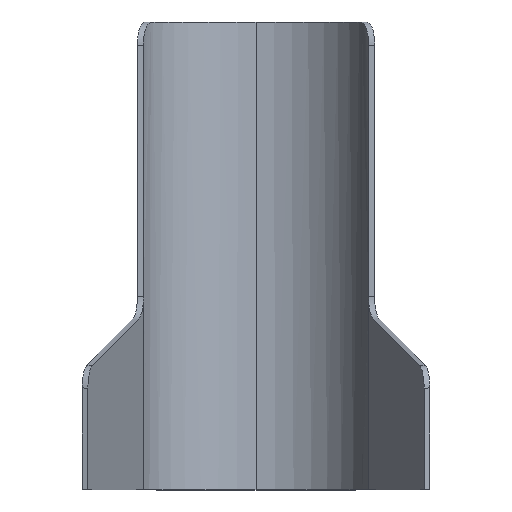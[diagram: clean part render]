
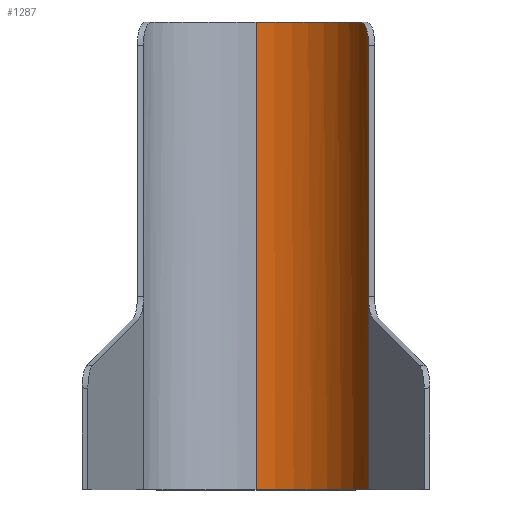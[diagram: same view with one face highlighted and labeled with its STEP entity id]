
A CAD part, top view. The second image highlights one B-rep face of the part: STEP entity #1287.
In plain terms, the highlighted cylindrical face has radius 50 mm (diameter 100 mm), a partial arc.
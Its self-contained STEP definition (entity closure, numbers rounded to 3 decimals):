
#7 = VECTOR ( 'NONE', #1446, 1000. ) ;
#10 = CARTESIAN_POINT ( 'NONE',  ( 48.239, 157.361, -31.442 ) ) ;
#15 = CARTESIAN_POINT ( 'NONE',  ( 48.296, 156.792, -31.226 ) ) ;
#31 = CARTESIAN_POINT ( 'NONE',  ( 48.014, 270.373, -32.237 ) ) ;
#35 = CARTESIAN_POINT ( 'NONE',  ( 48.118, 78.68, -31.873 ) ) ;
#72 = CARTESIAN_POINT ( 'NONE',  ( 48.118, 160.331, -31.873 ) ) ;
#88 = CARTESIAN_POINT ( 'NONE',  ( 47.212, 274.705, -34.749 ) ) ;
#147 = CARTESIAN_POINT ( 'NONE',  ( 0., 77.68, -18.285 ) ) ;
#160 = CARTESIAN_POINT ( 'NONE',  ( 47.954, 271.026, -32.444 ) ) ;
#167 = CARTESIAN_POINT ( 'NONE',  ( 46.333, 276.485, -37.089 ) ) ;
#184 = ORIENTED_EDGE ( 'NONE', *, *, #757, .T. ) ;
#187 = CARTESIAN_POINT ( 'NONE',  ( 47.439, 273.961, -34.085 ) ) ;
#199 = CARTESIAN_POINT ( 'NONE',  ( 47.291, 274.466, -34.52 ) ) ;
#229 = VECTOR ( 'NONE', #395, 1000. ) ;
#257 = CARTESIAN_POINT ( 'NONE',  ( 48.118, 267.68, -31.873 ) ) ;
#286 = CARTESIAN_POINT ( 'NONE',  ( 0., 78.68, -18.285 ) ) ;
#287 = CARTESIAN_POINT ( 'NONE',  ( 45.306, 277.401, -39.448 ) ) ;
#292 = VERTEX_POINT ( 'NONE', #1149 ) ;
#306 = VERTEX_POINT ( 'NONE', #1156 ) ;
#339 = VERTEX_POINT ( 'NONE', #355 ) ;
#355 = CARTESIAN_POINT ( 'NONE',  ( 48.296, 156.792, -31.226 ) ) ;
#385 = EDGE_CURVE ( 'NONE', #1216, #1265, #1458, .T. ) ;
#395 = DIRECTION ( 'NONE',  ( 0., -1., 0. ) ) ;
#403 = CARTESIAN_POINT ( 'NONE',  ( 45.585, 277.229, -38.838 ) ) ;
#411 = ORIENTED_EDGE ( 'NONE', *, *, #723, .F. ) ;
#413 = CARTESIAN_POINT ( 'NONE',  ( 47.796, 272.279, -32.968 ) ) ;
#473 = CARTESIAN_POINT ( 'NONE',  ( 0., 277.68, -18.285 ) ) ;
#481 = CARTESIAN_POINT ( 'NONE',  ( 48.118, 160.331, -31.873 ) ) ;
#494 = DIRECTION ( 'NONE',  ( 0., 0., 1. ) ) ;
#520 = VERTEX_POINT ( 'NONE', #1450 ) ;
#522 = CARTESIAN_POINT ( 'NONE',  ( 44.086, 277.68, -41.873 ) ) ;
#530 = EDGE_LOOP ( 'NONE', ( #1355, #656, #1485, #411, #774, #1349, #184 ) ) ;
#591 = CARTESIAN_POINT ( 'NONE',  ( 48.194, 157.94, -31.602 ) ) ;
#614 = CARTESIAN_POINT ( 'NONE',  ( 48.098, 269.046, -31.944 ) ) ;
#629 = CARTESIAN_POINT ( 'NONE',  ( 46.098, 276.771, -37.66 ) ) ;
#656 = ORIENTED_EDGE ( 'NONE', *, *, #801, .T. ) ;
#708 = CARTESIAN_POINT ( 'NONE',  ( 48.118, 159.72, -31.873 ) ) ;
#723 = EDGE_CURVE ( 'NONE', #339, #306, #1307, .T. ) ;
#725 = B_SPLINE_CURVE_WITH_KNOTS ( 'NONE', 3,
 ( #257, #953, #614, #1080, #31, #160, #742, #413, #1240, #1438, #187, #199, #88, #1132, #1205, #1223, #1449, #167, #629, #403, #287, #861, #1323, #522 ),
 .UNSPECIFIED., .F., .F.,
 ( 4, 2, 2, 2, 2, 2, 2, 2, 2, 2, 2, 4 ),
 ( 0., 0.002, 0.003, 0.004, 0.006, 0.007, 0.008, 0.009, 0.01, 0.012, 0.014, 0.016 ),
 .UNSPECIFIED. ) ;
#733 = DIRECTION ( 'NONE',  ( 0., -1., 0. ) ) ;
#742 = CARTESIAN_POINT ( 'NONE',  ( 47.918, 271.347, -32.564 ) ) ;
#755 = EDGE_CURVE ( 'NONE', #306, #520, #847, .T. ) ;
#757 = EDGE_CURVE ( 'NONE', #292, #1216, #725, .T. ) ;
#774 = ORIENTED_EDGE ( 'NONE', *, *, #1050, .T. ) ;
#801 = EDGE_CURVE ( 'NONE', #1265, #520, #983, .T. ) ;
#821 = DIRECTION ( 'NONE',  ( 0., 1., 0. ) ) ;
#825 = CARTESIAN_POINT ( 'NONE',  ( 48.296, 78.68, -31.226 ) ) ;
#842 = DIRECTION ( 'NONE',  ( 0., 0., -1. ) ) ;
#847 = CIRCLE ( 'NONE', #1190, 50. ) ;
#861 = CARTESIAN_POINT ( 'NONE',  ( 44.719, 277.625, -40.66 ) ) ;
#869 = CARTESIAN_POINT ( 'NONE',  ( 0., 277.68, -68.285 ) ) ;
#937 = DIRECTION ( 'NONE',  ( 0., 0., 1. ) ) ;
#953 = CARTESIAN_POINT ( 'NONE',  ( 48.118, 268.369, -31.873 ) ) ;
#965 = VECTOR ( 'NONE', #1074, 1000. ) ;
#983 = LINE ( 'NONE', #1351, #229 ) ;
#996 = AXIS2_PLACEMENT_3D ( 'NONE', #473, #821, #937 ) ;
#1050 = EDGE_CURVE ( 'NONE', #339, #1426, #1268, .T. ) ;
#1060 = CARTESIAN_POINT ( 'NONE',  ( 48.134, 159.12, -31.818 ) ) ;
#1074 = DIRECTION ( 'NONE',  ( 0., -1., 0. ) ) ;
#1080 = CARTESIAN_POINT ( 'NONE',  ( 48.039, 270.044, -32.151 ) ) ;
#1132 = CARTESIAN_POINT ( 'NONE',  ( 47.043, 275.159, -35.227 ) ) ;
#1149 = CARTESIAN_POINT ( 'NONE',  ( 48.118, 267.68, -31.873 ) ) ;
#1156 = CARTESIAN_POINT ( 'NONE',  ( 48.296, 77.68, -31.226 ) ) ;
#1188 = CYLINDRICAL_SURFACE ( 'NONE', #1404, 50. ) ;
#1190 = AXIS2_PLACEMENT_3D ( 'NONE', #147, #1303, #494 ) ;
#1205 = CARTESIAN_POINT ( 'NONE',  ( 46.953, 275.373, -35.476 ) ) ;
#1216 = VERTEX_POINT ( 'NONE', #1263 ) ;
#1223 = CARTESIAN_POINT ( 'NONE',  ( 46.76, 275.775, -35.994 ) ) ;
#1240 = CARTESIAN_POINT ( 'NONE',  ( 47.695, 272.865, -33.296 ) ) ;
#1263 = CARTESIAN_POINT ( 'NONE',  ( 44.086, 277.68, -41.873 ) ) ;
#1265 = VERTEX_POINT ( 'NONE', #869 ) ;
#1268 = B_SPLINE_CURVE_WITH_KNOTS ( 'NONE', 3,
 ( #15, #10, #591, #1060, #708, #481 ),
 .UNSPECIFIED., .F., .F.,
 ( 4, 2, 4 ),
 ( 0., 0.002, 0.004 ),
 .UNSPECIFIED. ) ;
#1287 = ADVANCED_FACE ( 'NONE', ( #1322 ), #1188, .F. ) ;
#1303 = DIRECTION ( 'NONE',  ( 0., 1., 0. ) ) ;
#1307 = LINE ( 'NONE', #825, #965 ) ;
#1312 = LINE ( 'NONE', #35, #7 ) ;
#1322 = FACE_OUTER_BOUND ( 'NONE', #530, .T. ) ;
#1323 = CARTESIAN_POINT ( 'NONE',  ( 44.411, 277.68, -41.267 ) ) ;
#1329 = EDGE_CURVE ( 'NONE', #1426, #292, #1312, .T. ) ;
#1349 = ORIENTED_EDGE ( 'NONE', *, *, #1329, .T. ) ;
#1351 = CARTESIAN_POINT ( 'NONE',  ( 0., 78.68, -68.285 ) ) ;
#1355 = ORIENTED_EDGE ( 'NONE', *, *, #385, .T. ) ;
#1404 = AXIS2_PLACEMENT_3D ( 'NONE', #286, #733, #842 ) ;
#1426 = VERTEX_POINT ( 'NONE', #72 ) ;
#1438 = CARTESIAN_POINT ( 'NONE',  ( 47.507, 273.693, -33.876 ) ) ;
#1446 = DIRECTION ( 'NONE',  ( 0., 1., 0. ) ) ;
#1449 = CARTESIAN_POINT ( 'NONE',  ( 46.657, 275.965, -36.264 ) ) ;
#1450 = CARTESIAN_POINT ( 'NONE',  ( 0., 77.68, -68.285 ) ) ;
#1458 = CIRCLE ( 'NONE', #996, 50. ) ;
#1485 = ORIENTED_EDGE ( 'NONE', *, *, #755, .F. ) ;
